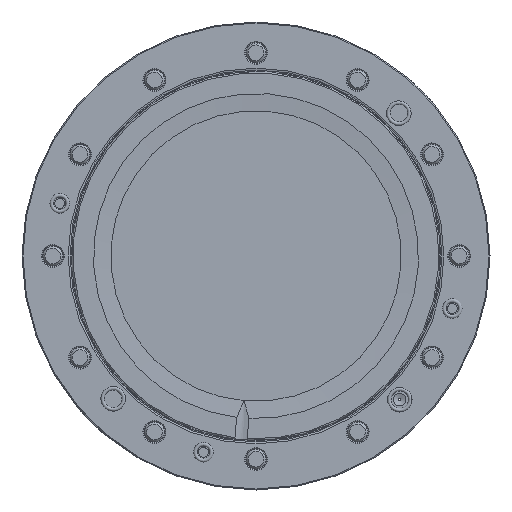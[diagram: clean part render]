
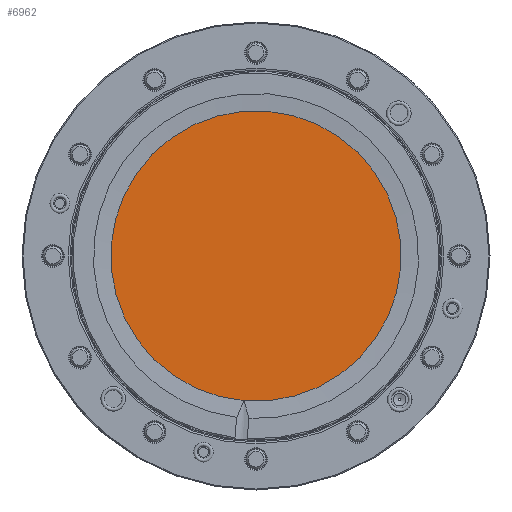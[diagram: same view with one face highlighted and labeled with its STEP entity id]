
A CAD part, front view. The second image highlights one B-rep face of the part: STEP entity #6962.
In plain terms, the highlighted planar face has unit normal (0, -1, 0).
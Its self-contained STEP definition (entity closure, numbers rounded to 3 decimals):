
#4251 = CARTESIAN_POINT ( 'NONE',  ( -4.818, -44.5, -58.749 ) ) ;
#5941 = CARTESIAN_POINT ( 'NONE',  ( 32.366, -44.5, -2.654 ) ) ;
#6015 = CIRCLE ( 'NONE', #13881, 58.947 ) ;
#6962 = ADVANCED_FACE ( 'NONE', ( #18445 ), #12557, .T. ) ;
#7016 = EDGE_CURVE ( 'NONE', #8442, #8442, #6015, .T. ) ;
#8442 = VERTEX_POINT ( 'NONE', #4251 ) ;
#10867 = DIRECTION ( 'NONE',  ( 0., 1., 0. ) ) ;
#10976 = DIRECTION ( 'NONE',  ( 0., -1., 0. ) ) ;
#12355 = EDGE_LOOP ( 'NONE', ( #13788 ) ) ;
#12458 = DIRECTION ( 'NONE',  ( -0.082, 0., -0.997 ) ) ;
#12557 = PLANE ( 'NONE',  #15597 ) ;
#13788 = ORIENTED_EDGE ( 'NONE', *, *, #7016, .F. ) ;
#13881 = AXIS2_PLACEMENT_3D ( 'NONE', #14268, #10867, #14066 ) ;
#14066 = DIRECTION ( 'NONE',  ( 0.082, 0., 0.997 ) ) ;
#14268 = CARTESIAN_POINT ( 'NONE',  ( 0., -44.5, 0. ) ) ;
#15597 = AXIS2_PLACEMENT_3D ( 'NONE', #5941, #10976, #12458 ) ;
#18445 = FACE_OUTER_BOUND ( 'NONE', #12355, .T. ) ;
